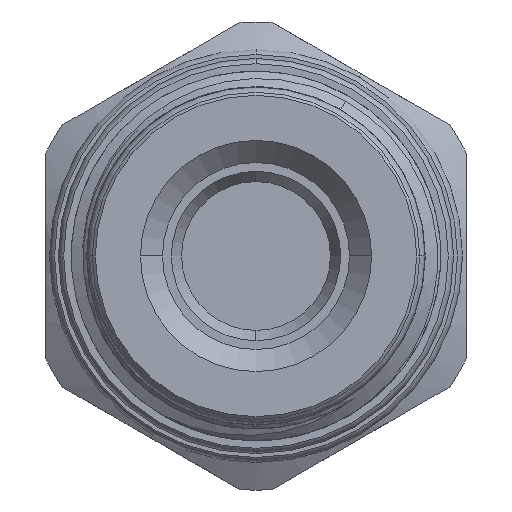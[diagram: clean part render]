
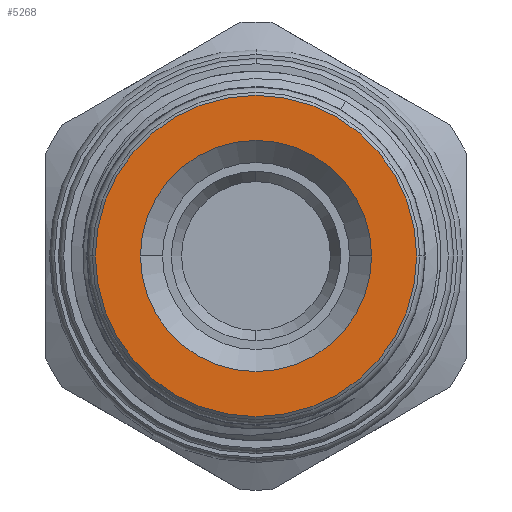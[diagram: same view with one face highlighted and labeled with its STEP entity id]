
A CAD part, left-side view. The second image highlights one B-rep face of the part: STEP entity #5268.
In plain terms, the highlighted planar face has unit normal (-1, 0, 0).
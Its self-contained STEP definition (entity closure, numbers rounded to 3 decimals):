
#103 = CIRCLE ( 'NONE', #5511, 10.915 ) ;
#127 = CIRCLE ( 'NONE', #5507, 7.85 ) ;
#222 = FACE_OUTER_BOUND ( 'NONE', #7162, .T. ) ;
#228 = FACE_BOUND ( 'NONE', #7154, .T. ) ;
#584 = CIRCLE ( 'NONE', #6936, 7.85 ) ;
#727 = VERTEX_POINT ( 'NONE', #6619 ) ;
#746 = ORIENTED_EDGE ( 'NONE', *, *, #3101, .T. ) ;
#800 = VERTEX_POINT ( 'NONE', #6451 ) ;
#858 = ORIENTED_EDGE ( 'NONE', *, *, #3248, .T. ) ;
#911 = CARTESIAN_POINT ( 'NONE',  ( -98.583, -47.433, 0. ) ) ;
#934 = VERTEX_POINT ( 'NONE', #6554 ) ;
#1018 = DIRECTION ( 'NONE',  ( -1., 0., 0. ) ) ;
#1073 = VERTEX_POINT ( 'NONE', #6656 ) ;
#1083 = ORIENTED_EDGE ( 'NONE', *, *, #3262, .T. ) ;
#1095 = DIRECTION ( 'NONE',  ( 0., 1., 0. ) ) ;
#1162 = ORIENTED_EDGE ( 'NONE', *, *, #5703, .T. ) ;
#2656 = CARTESIAN_POINT ( 'NONE',  ( -98.583, -47.433, 0. ) ) ;
#2658 = DIRECTION ( 'NONE',  ( -1., 0., 0. ) ) ;
#2660 = DIRECTION ( 'NONE',  ( 0., 1., 0. ) ) ;
#2723 = CARTESIAN_POINT ( 'NONE',  ( -98.583, -47.433, 0. ) ) ;
#2725 = DIRECTION ( 'NONE',  ( 1., 0., 0. ) ) ;
#2727 = DIRECTION ( 'NONE',  ( 0., 1., 0. ) ) ;
#3101 = EDGE_CURVE ( 'NONE', #727, #800, #7311, .T. ) ;
#3248 = EDGE_CURVE ( 'NONE', #800, #727, #103, .T. ) ;
#3262 = EDGE_CURVE ( 'NONE', #1073, #934, #127, .T. ) ;
#3555 = CARTESIAN_POINT ( 'NONE',  ( -98.583, -47.433, 0. ) ) ;
#3559 = PLANE ( 'NONE',  #5687 ) ;
#3565 = DIRECTION ( 'NONE',  ( 1., 0., 0. ) ) ;
#3566 = DIRECTION ( 'NONE',  ( 0., 1., 0. ) ) ;
#4676 = CARTESIAN_POINT ( 'NONE',  ( -98.583, -47.433, 0. ) ) ;
#4677 = DIRECTION ( 'NONE',  ( 1., 0., 0. ) ) ;
#4678 = DIRECTION ( 'NONE',  ( 0., 1., 0. ) ) ;
#5268 = ADVANCED_FACE ( 'NONE', ( #222, #228 ), #3559, .F. ) ;
#5507 = AXIS2_PLACEMENT_3D ( 'NONE', #2723, #2725, #2727 ) ;
#5511 = AXIS2_PLACEMENT_3D ( 'NONE', #2656, #2658, #2660 ) ;
#5677 = AXIS2_PLACEMENT_3D ( 'NONE', #911, #1018, #1095 ) ;
#5687 = AXIS2_PLACEMENT_3D ( 'NONE', #3555, #3565, #3566 ) ;
#5703 = EDGE_CURVE ( 'NONE', #934, #1073, #584, .T. ) ;
#6451 = CARTESIAN_POINT ( 'NONE',  ( -98.583, -58.348, 0. ) ) ;
#6554 = CARTESIAN_POINT ( 'NONE',  ( -98.583, -39.583, 0. ) ) ;
#6619 = CARTESIAN_POINT ( 'NONE',  ( -98.583, -36.518, 0. ) ) ;
#6656 = CARTESIAN_POINT ( 'NONE',  ( -98.583, -55.283, 0. ) ) ;
#6936 = AXIS2_PLACEMENT_3D ( 'NONE', #4676, #4677, #4678 ) ;
#7154 = EDGE_LOOP ( 'NONE', ( #1083, #1162 ) ) ;
#7162 = EDGE_LOOP ( 'NONE', ( #746, #858 ) ) ;
#7311 = CIRCLE ( 'NONE', #5677, 10.915 ) ;
